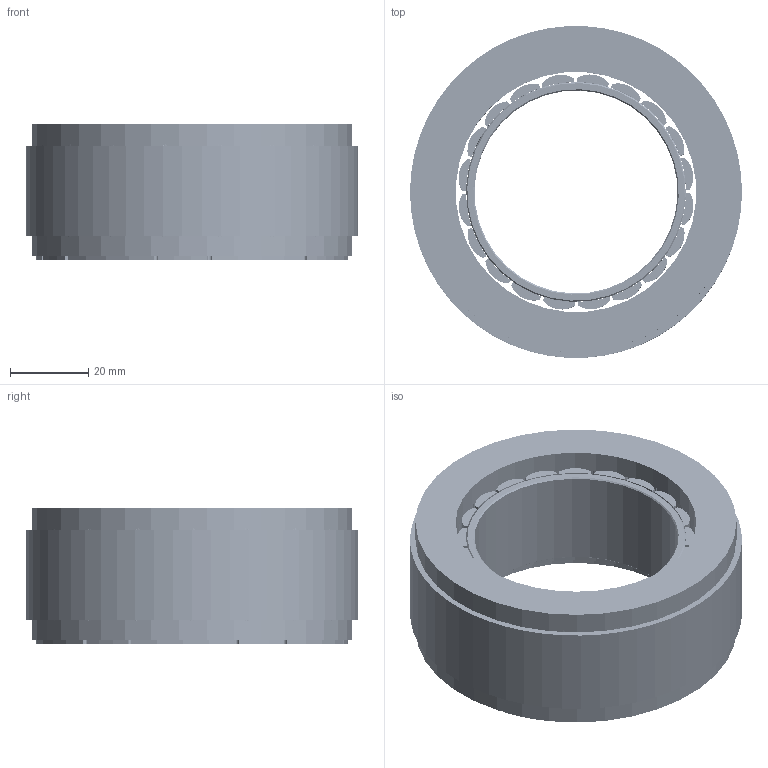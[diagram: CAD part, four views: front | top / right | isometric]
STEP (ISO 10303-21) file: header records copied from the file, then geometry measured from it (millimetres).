
FILE_DESCRIPTION (( 'STEP AP203' ), '1' );
FILE_NAME ('FT85AIS35-48-C02217.STEP', '2026-03-12T05:28:46', ( '' ), ( '' ), 'SwSTEP 2.0', 'SolidWorks 2024', '' );
FILE_SCHEMA (( 'CONFIG_CONTROL_DESIGN' ));
Length unit declared in the file: millimetre
Products named in the file (10): 85定子铁芯H23; 85转子铁芯H25+磁钢; 85灌胶H5.1; 85灌胶H5.5; 01.A005.000150 85无框转子铁芯H25; 85骨架H11.5; FT85AIS35-48-C02217; 85铜线H25.5; 01.A006.000088 85磁钢-L25mm; 85PCB线路板
Assembly tree (170 placements, depth 3):
  FT85AIS35-48-C02217
    85定子铁芯H23
    85骨架H11.5  x36
    85铜线H25.5  x108
    85灌胶H5.5
    85灌胶H5.1
    85PCB线路板
    85转子铁芯H25+磁钢
      01.A005.000150 85无框转子铁芯H25
      01.A006.000088 85磁钢-L25mm  x20
Bounding box: 85 x 84.86 x 34.6 mm (x, y, z)
Volume: 88967.8 mm3; surface area: 119332.9 mm2
Topology: 169 solids, 169 shells, 7424 faces, 19582 edges, 12032 vertices
Faces by surface type: cylinder 2978, plane 1738, bspline 1476, torus 1080, cone 152
Entity records: 29853 total; most frequent: CARTESIAN_POINT 5392, DIRECTION 4304, ORIENTED_EDGE 3922, EDGE_CURVE 1961, AXIS2_PLACEMENT_3D 1610, VERTEX_POINT 1281, LINE 1084, VECTOR 1084
